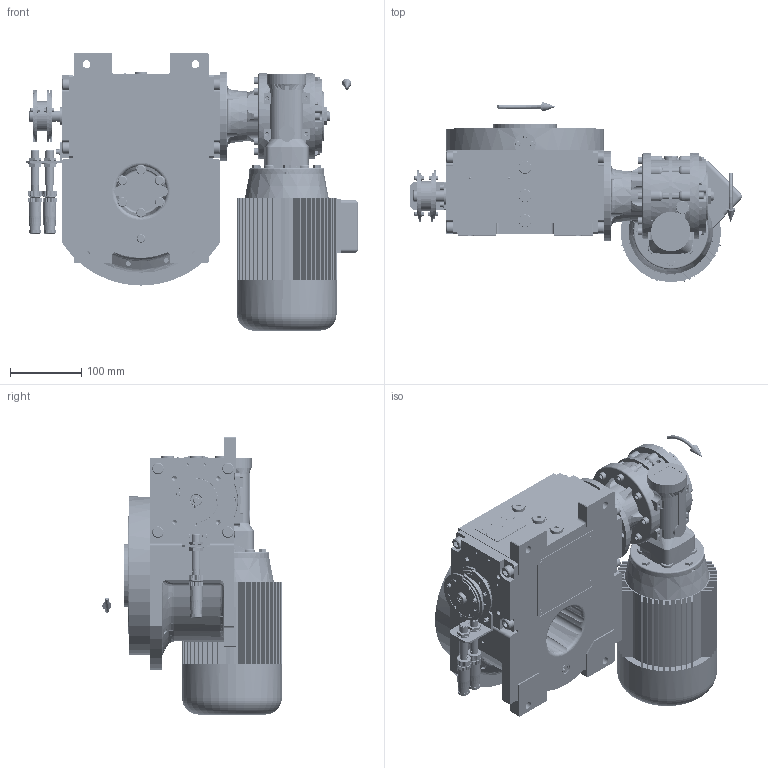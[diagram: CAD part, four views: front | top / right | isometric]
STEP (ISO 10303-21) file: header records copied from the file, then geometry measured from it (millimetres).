
FILE_DESCRIPTION (( 'STEP AP203' ), '1' );
FILE_NAME ('PC5201726.step', '2025-12-03T12:49:00', ( '' ), ( '' ), 'SwSTEP 2.0', 'SolidWorks 2020', '' );
FILE_SCHEMA (( 'CONFIG_CONTROL_DESIGN' ));
Length unit declared in the file: millimetre
Products named in the file (90): cfn2077_01_018; 900_38_30_003; rig06_015; AS_rig06_004; cfn2070_05_005; CFN2356_03_047.stp; rig06_071_08_m_asm.stp; AS_rig06_015; cfn2128_04_004; cfn2000_01_103; cfn2205_01_013; rig06_002_bl_001; cfn2155_01_303; 900_00_00_005; cfn2115_01_005; TN71B4B14; CFN2203_02_001.stp; RMI50_F1_LCB_SX_71B14; cfn2400_04_024; cfn2276_01_074; cfn2003_01_054; cfn2000_01_124; cfn2000_01_126; AS_rig06_071_8_m; RIG06_021_AF0.stp; rig06_005_n_01; AS_cfn2476_01_002_60x46; AS_cfn2400_04_024; cfn2151_01_109; olio_agip_blasia_150; cfn2401_02_005; rig06_004_s_001; CFN2104_02_017.stp; AS_rig06_002_bl_001; AS_900_38_10_028; AS_900_00_00_005; CFN2000_01_185.stp; cfn2000_01_184; rig06_004; cfn2151_01_090 ...
Assembly tree (87 placements, depth 5):
  cfn2077_01_018
  CFN2356_03_047.stp
  cfn2205_01_013
  CFN2203_02_001.stp
  cfn2276_01_074
Bounding box: 464.73 x 251.26 x 388 mm (x, y, z)
Volume: 6377816.8 mm3; surface area: 1237433.8 mm2
Topology: 75 solids, 75 shells, 6336 faces, 16226 edges, 10288 vertices
Faces by surface type: plane 2983, cylinder 2123, cone 1015, torus 185, bspline 20, sphere 10
Entity records: 180986 total; most frequent: CARTESIAN_POINT 46653, DIRECTION 26211, ORIENTED_EDGE 26040, EDGE_CURVE 13020, AXIS2_PLACEMENT_3D 9550, VERTEX_POINT 8342, LINE 7111, VECTOR 7111
